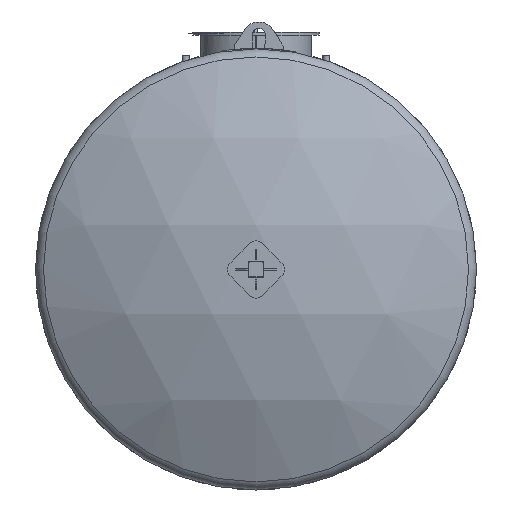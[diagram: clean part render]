
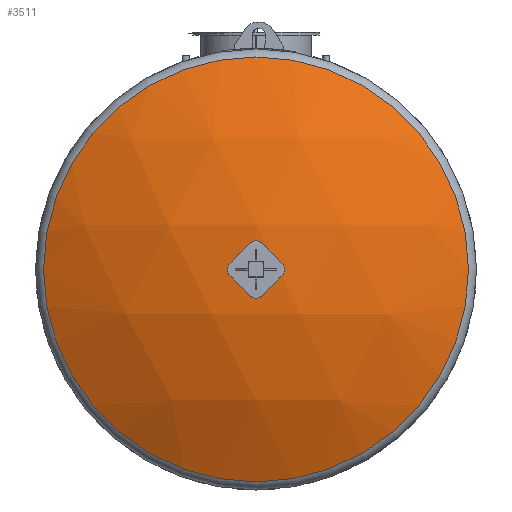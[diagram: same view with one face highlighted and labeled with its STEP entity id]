
A CAD part, left-side view. The second image highlights one B-rep face of the part: STEP entity #3511.
In plain terms, the highlighted spherical face has radius 2515 mm.
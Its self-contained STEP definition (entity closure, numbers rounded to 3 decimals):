
#33=SPHERICAL_SURFACE('',#3873,2515.);
#924=FACE_OUTER_BOUND('',#1123,.T.);
#1123=EDGE_LOOP('',(#2644));
#1293=CIRCLE('',#3871,1208.955);
#1530=VERTEX_POINT('',#5825);
#1973=EDGE_CURVE('',#1530,#1530,#1293,.T.);
#2644=ORIENTED_EDGE('',*,*,#1973,.T.);
#3511=ADVANCED_FACE('',(#924),#33,.T.);
#3871=AXIS2_PLACEMENT_3D('',#5826,#4513,#4514);
#3873=AXIS2_PLACEMENT_3D('',#5828,#4517,#4518);
#4513=DIRECTION('center_axis',(-1.,0.,0.));
#4514=DIRECTION('ref_axis',(0.,-1.,0.));
#4517=DIRECTION('center_axis',(0.,0.,1.));
#4518=DIRECTION('ref_axis',(0.,-1.,0.));
#5825=CARTESIAN_POINT('',(-110.251,0.,1208.955));
#5826=CARTESIAN_POINT('Origin',(-110.251,0.,0.));
#5828=CARTESIAN_POINT('Origin',(2095.118,0.,0.));
